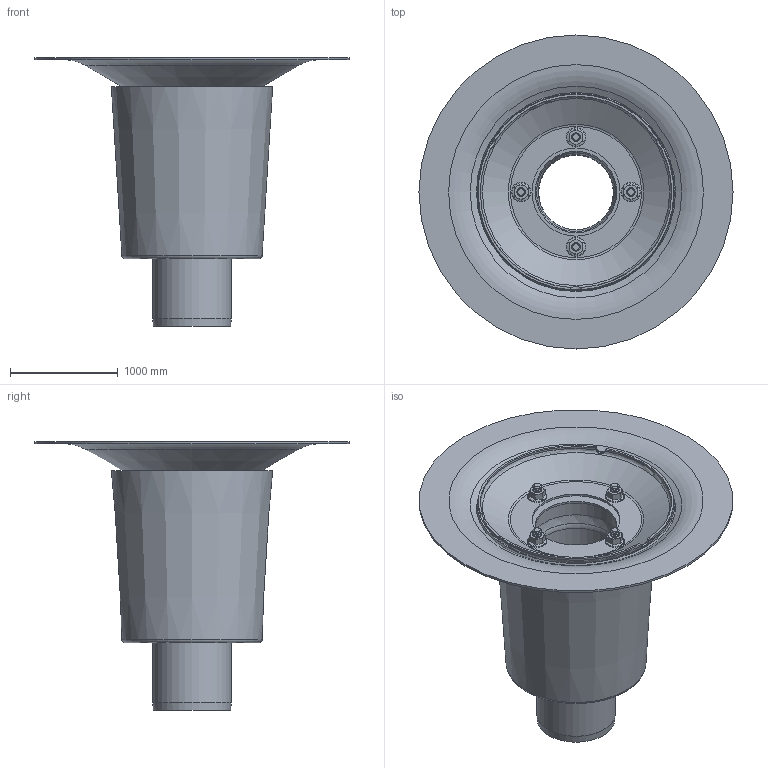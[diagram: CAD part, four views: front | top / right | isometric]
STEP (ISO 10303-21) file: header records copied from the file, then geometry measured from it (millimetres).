
FILE_DESCRIPTION(/* description */ (''),/* implementation_level */ '2;1');
FILE_NAME(/* name */ '19232.070X_3D.stp',/* time_stamp */ '2025-11-11T10:22:33+01:00',/* author */ ('d.brandes'),/* organization */ (''),/* preprocessor_version */ 'ST-DEVELOPER v20.1',/* originating_system */ 'AutoCAD Mechanical',/* authorisation */ '');
FILE_SCHEMA (('AUTOMOTIVE_DESIGN { 1 0 10303 214 3 1 1 }'));
Length unit declared in the file: centimetre
Products named in the file (4): Product; *S0; *U2; *U1
Assembly tree (6 placements, depth 3):
  Product
    *S0
    *U2
      *U1  x4
Bounding box: 2920 x 2920 x 2500 mm (x, y, z)
Volume: 1511434312.3 mm3; surface area: 46546290.6 mm2
Topology: 17 solids, 17 shells, 325 faces, 685 edges, 401 vertices
Faces by surface type: cone 207, plane 61, cylinder 34, torus 21, bspline 2
Full cylindrical faces by diameter (mm): 66.47 x4, 80 x4, 110 x4, 706 x1, 729.925 x1, 730 x1, 756 x1, 764 x1, 788 x1, 814 x1, 820 x1, 838 x1, 850 x1, 950 x1, 1070 x1, 2920 x1
Entity records: 7577 total; most frequent: CARTESIAN_POINT 1774, DIRECTION 1278, ORIENTED_EDGE 1110, EDGE_CURVE 555, AXIS2_PLACEMENT_3D 548, VERTEX_POINT 324, EDGE_LOOP 285, CIRCLE 281
